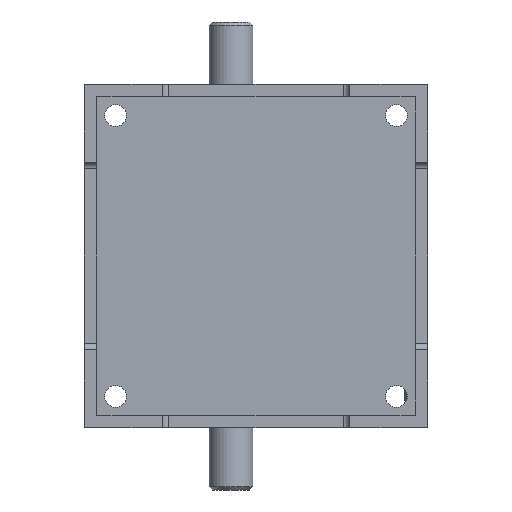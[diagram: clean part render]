
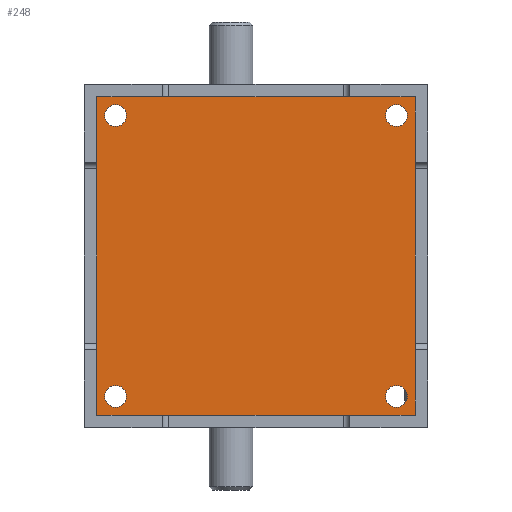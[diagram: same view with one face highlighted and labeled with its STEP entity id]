
A CAD part, front view. The second image highlights one B-rep face of the part: STEP entity #248.
In plain terms, the highlighted planar face has unit normal (0, -1, 0).
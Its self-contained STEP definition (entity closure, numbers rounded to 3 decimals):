
#248 = ADVANCED_FACE ( 'NONE', ( #1423, #1431, #1427, #1425, #1429 ), #5845, .F. ) ;
#484 = CARTESIAN_POINT ( 'NONE',  ( -1.5, -62.999, -40. ) ) ;
#490 = CARTESIAN_POINT ( 'NONE',  ( -103.5, -62.999, 62. ) ) ;
#515 = CARTESIAN_POINT ( 'NONE',  ( -103.5, -62.999, -40. ) ) ;
#933 = ORIENTED_EDGE ( 'NONE', *, *, #2548, .F. ) ;
#934 = ORIENTED_EDGE ( 'NONE', *, *, #2646, .F. ) ;
#936 = ORIENTED_EDGE ( 'NONE', *, *, #2715, .F. ) ;
#937 = ORIENTED_EDGE ( 'NONE', *, *, #2547, .F. ) ;
#1416 = EDGE_LOOP ( 'NONE', ( #2045, #2044 ) ) ;
#1417 = EDGE_LOOP ( 'NONE', ( #937, #934 ) ) ;
#1423 = FACE_OUTER_BOUND ( 'NONE', #3437, .T. ) ;
#1425 = FACE_BOUND ( 'NONE', #6007, .T. ) ;
#1427 = FACE_BOUND ( 'NONE', #6006, .T. ) ;
#1429 = FACE_BOUND ( 'NONE', #1417, .T. ) ;
#1431 = FACE_BOUND ( 'NONE', #1416, .T. ) ;
#1661 = CIRCLE ( 'NONE', #3382, 3.5 ) ;
#1665 = CIRCLE ( 'NONE', #3326, 3.5 ) ;
#1666 = CIRCLE ( 'NONE', #3305, 3.5 ) ;
#1667 = CIRCLE ( 'NONE', #3297, 3.5 ) ;
#1669 = LINE ( 'NONE', #4426, #1673 ) ;
#1673 = VECTOR ( 'NONE', #4432, 1000. ) ;
#1674 = LINE ( 'NONE', #4435, #1677 ) ;
#1677 = VECTOR ( 'NONE', #4436, 1000. ) ;
#1678 = LINE ( 'NONE', #4438, #1681 ) ;
#1681 = VECTOR ( 'NONE', #4439, 1000. ) ;
#1682 = LINE ( 'NONE', #4441, #1685 ) ;
#1685 = VECTOR ( 'NONE', #4442, 1000. ) ;
#1894 = VERTEX_POINT ( 'NONE', #484 ) ;
#1902 = VERTEX_POINT ( 'NONE', #490 ) ;
#1927 = VERTEX_POINT ( 'NONE', #515 ) ;
#2042 = ORIENTED_EDGE ( 'NONE', *, *, #2730, .F. ) ;
#2043 = ORIENTED_EDGE ( 'NONE', *, *, #2549, .F. ) ;
#2044 = ORIENTED_EDGE ( 'NONE', *, *, #2735, .F. ) ;
#2045 = ORIENTED_EDGE ( 'NONE', *, *, #2550, .F. ) ;
#2046 = ORIENTED_EDGE ( 'NONE', *, *, #2558, .F. ) ;
#2047 = ORIENTED_EDGE ( 'NONE', *, *, #2552, .F. ) ;
#2048 = ORIENTED_EDGE ( 'NONE', *, *, #2554, .F. ) ;
#2049 = ORIENTED_EDGE ( 'NONE', *, *, #2556, .F. ) ;
#2285 = AXIS2_PLACEMENT_3D ( 'NONE', #5843, #5850, #5841 ) ;
#2547 = EDGE_CURVE ( 'NONE', #4284, #4285, #1661, .T. ) ;
#2548 = EDGE_CURVE ( 'NONE', #4288, #4289, #1665, .T. ) ;
#2549 = EDGE_CURVE ( 'NONE', #4292, #4293, #1666, .T. ) ;
#2550 = EDGE_CURVE ( 'NONE', #4296, #4297, #1667, .T. ) ;
#2552 = EDGE_CURVE ( 'NONE', #1902, #2739, #1669, .T. ) ;
#2554 = EDGE_CURVE ( 'NONE', #2739, #1894, #1674, .T. ) ;
#2556 = EDGE_CURVE ( 'NONE', #1894, #1927, #1678, .T. ) ;
#2558 = EDGE_CURVE ( 'NONE', #1927, #1902, #1682, .T. ) ;
#2646 = EDGE_CURVE ( 'NONE', #4285, #4284, #4978, .T. ) ;
#2715 = EDGE_CURVE ( 'NONE', #4289, #4288, #5046, .T. ) ;
#2730 = EDGE_CURVE ( 'NONE', #4293, #4292, #5047, .T. ) ;
#2735 = EDGE_CURVE ( 'NONE', #4297, #4296, #5057, .T. ) ;
#2739 = VERTEX_POINT ( 'NONE', #5468 ) ;
#3102 = AXIS2_PLACEMENT_3D ( 'NONE', #4872, #4873, #4874 ) ;
#3297 = AXIS2_PLACEMENT_3D ( 'NONE', #4428, #4429, #4430 ) ;
#3305 = AXIS2_PLACEMENT_3D ( 'NONE', #4423, #4424, #4425 ) ;
#3326 = AXIS2_PLACEMENT_3D ( 'NONE', #4420, #4421, #4422 ) ;
#3340 = AXIS2_PLACEMENT_3D ( 'NONE', #5379, #5380, #5381 ) ;
#3382 = AXIS2_PLACEMENT_3D ( 'NONE', #4417, #4418, #4419 ) ;
#3427 = AXIS2_PLACEMENT_3D ( 'NONE', #5472, #5473, #5474 ) ;
#3430 = AXIS2_PLACEMENT_3D ( 'NONE', #5459, #5460, #5461 ) ;
#3437 = EDGE_LOOP ( 'NONE', ( #2049, #2048, #2047, #2046 ) ) ;
#4111 = CARTESIAN_POINT ( 'NONE',  ( -7.5, -62.999, 52.5 ) ) ;
#4112 = CARTESIAN_POINT ( 'NONE',  ( -7.5, -62.999, 59.5 ) ) ;
#4115 = CARTESIAN_POINT ( 'NONE',  ( -7.5, -62.999, -37.5 ) ) ;
#4116 = CARTESIAN_POINT ( 'NONE',  ( -7.5, -62.999, -30.5 ) ) ;
#4119 = CARTESIAN_POINT ( 'NONE',  ( -97.5, -62.999, 52.5 ) ) ;
#4120 = CARTESIAN_POINT ( 'NONE',  ( -97.5, -62.999, 59.5 ) ) ;
#4123 = CARTESIAN_POINT ( 'NONE',  ( -97.5, -62.999, -37.5 ) ) ;
#4124 = CARTESIAN_POINT ( 'NONE',  ( -97.5, -62.999, -30.5 ) ) ;
#4284 = VERTEX_POINT ( 'NONE', #4111 ) ;
#4285 = VERTEX_POINT ( 'NONE', #4112 ) ;
#4288 = VERTEX_POINT ( 'NONE', #4115 ) ;
#4289 = VERTEX_POINT ( 'NONE', #4116 ) ;
#4292 = VERTEX_POINT ( 'NONE', #4119 ) ;
#4293 = VERTEX_POINT ( 'NONE', #4120 ) ;
#4296 = VERTEX_POINT ( 'NONE', #4123 ) ;
#4297 = VERTEX_POINT ( 'NONE', #4124 ) ;
#4417 = CARTESIAN_POINT ( 'NONE',  ( -7.5, -62.999, 56. ) ) ;
#4418 = DIRECTION ( 'NONE',  ( 0., -1., 0. ) ) ;
#4419 = DIRECTION ( 'NONE',  ( 0., 0., -1. ) ) ;
#4420 = CARTESIAN_POINT ( 'NONE',  ( -7.5, -62.999, -34. ) ) ;
#4421 = DIRECTION ( 'NONE',  ( 0., -1., 0. ) ) ;
#4422 = DIRECTION ( 'NONE',  ( 0., 0., -1. ) ) ;
#4423 = CARTESIAN_POINT ( 'NONE',  ( -97.5, -62.999, 56. ) ) ;
#4424 = DIRECTION ( 'NONE',  ( 0., -1., 0. ) ) ;
#4425 = DIRECTION ( 'NONE',  ( 0., 0., -1. ) ) ;
#4426 = CARTESIAN_POINT ( 'NONE',  ( 0., -62.999, 62. ) ) ;
#4428 = CARTESIAN_POINT ( 'NONE',  ( -97.5, -62.999, -34. ) ) ;
#4429 = DIRECTION ( 'NONE',  ( 0., -1., 0. ) ) ;
#4430 = DIRECTION ( 'NONE',  ( 0., 0., -1. ) ) ;
#4432 = DIRECTION ( 'NONE',  ( 1., 0., 0. ) ) ;
#4435 = CARTESIAN_POINT ( 'NONE',  ( -1.5, -62.999, 0. ) ) ;
#4436 = DIRECTION ( 'NONE',  ( 0., 0., -1. ) ) ;
#4438 = CARTESIAN_POINT ( 'NONE',  ( 0., -62.999, -40. ) ) ;
#4439 = DIRECTION ( 'NONE',  ( -1., 0., 0. ) ) ;
#4441 = CARTESIAN_POINT ( 'NONE',  ( -103.5, -62.999, 0. ) ) ;
#4442 = DIRECTION ( 'NONE',  ( 0., 0., 1. ) ) ;
#4872 = CARTESIAN_POINT ( 'NONE',  ( -7.5, -62.999, 56. ) ) ;
#4873 = DIRECTION ( 'NONE',  ( 0., -1., 0. ) ) ;
#4874 = DIRECTION ( 'NONE',  ( 0., 0., -1. ) ) ;
#4978 = CIRCLE ( 'NONE', #3102, 3.5 ) ;
#5046 = CIRCLE ( 'NONE', #3340, 3.5 ) ;
#5047 = CIRCLE ( 'NONE', #3430, 3.5 ) ;
#5057 = CIRCLE ( 'NONE', #3427, 3.5 ) ;
#5379 = CARTESIAN_POINT ( 'NONE',  ( -7.5, -62.999, -34. ) ) ;
#5380 = DIRECTION ( 'NONE',  ( 0., -1., 0. ) ) ;
#5381 = DIRECTION ( 'NONE',  ( 0., 0., -1. ) ) ;
#5459 = CARTESIAN_POINT ( 'NONE',  ( -97.5, -62.999, 56. ) ) ;
#5460 = DIRECTION ( 'NONE',  ( 0., -1., 0. ) ) ;
#5461 = DIRECTION ( 'NONE',  ( 0., 0., -1. ) ) ;
#5468 = CARTESIAN_POINT ( 'NONE',  ( -1.5, -62.999, 62. ) ) ;
#5472 = CARTESIAN_POINT ( 'NONE',  ( -97.5, -62.999, -34. ) ) ;
#5473 = DIRECTION ( 'NONE',  ( 0., -1., 0. ) ) ;
#5474 = DIRECTION ( 'NONE',  ( 0., 0., -1. ) ) ;
#5841 = DIRECTION ( 'NONE',  ( 0., 0., 1. ) ) ;
#5843 = CARTESIAN_POINT ( 'NONE',  ( 0., -62.999, 0. ) ) ;
#5845 = PLANE ( 'NONE',  #2285 ) ;
#5850 = DIRECTION ( 'NONE',  ( 0., 1., 0. ) ) ;
#6006 = EDGE_LOOP ( 'NONE', ( #2043, #2042 ) ) ;
#6007 = EDGE_LOOP ( 'NONE', ( #933, #936 ) ) ;
